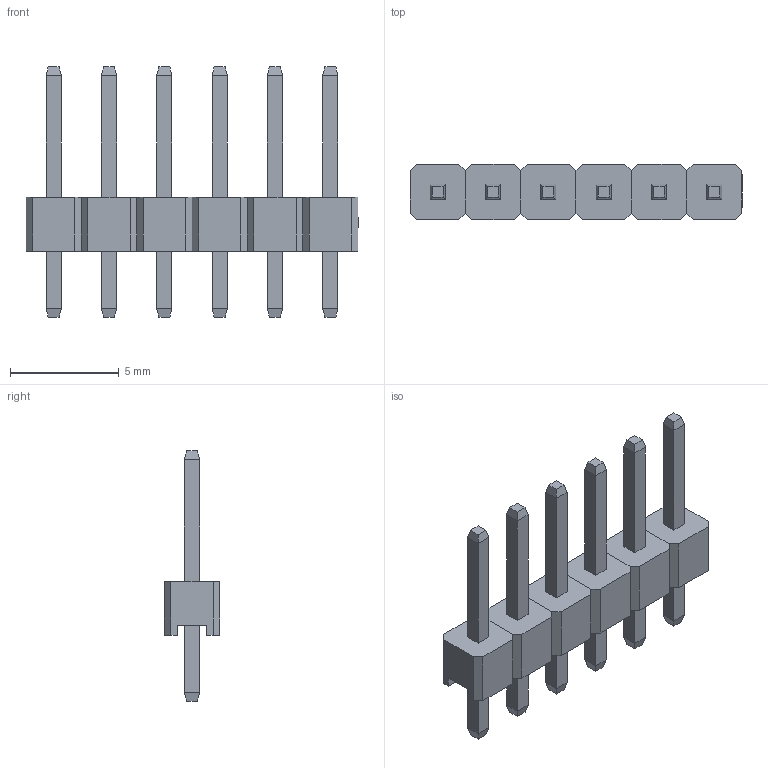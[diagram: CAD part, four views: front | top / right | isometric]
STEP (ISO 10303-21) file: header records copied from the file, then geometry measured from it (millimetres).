
FILE_DESCRIPTION(/* description */ (''),/* implementation_level */ '2;1');
FILE_NAME(/* name */ 'J15.step',/* time_stamp */ '2022-10-03T13:21:10+08:00',/* author */ (''),/* organization */ (''),/* preprocessor_version */ 'ST-DEVELOPER v19',/* originating_system */ 'Autodesk Translation Framework v11.7.0.108',/* authorisation */ '');
FILE_SCHEMA (('AUTOMOTIVE_DESIGN { 1 0 10303 214 3 1 1 }'));
Length unit declared in the file: millimetre
Products named in the file (3): J15; HDR-M-2.54_1X6; COMPOUND (5)
Assembly tree (2 placements, depth 3):
  J15
    HDR-M-2.54_1X6
      COMPOUND (5)
Bounding box: 15.24 x 2.54 x 11.5 mm (x, y, z)
Volume: 110.7 mm3; surface area: 377.3 mm2
Topology: 6 solids, 6 shells, 412 faces, 1059 edges, 690 vertices
Faces by surface type: plane 314, bspline 98
Entity records: 13295 total; most frequent: CARTESIAN_POINT 3190, ORIENTED_EDGE 2118, DIRECTION 1681, EDGE_CURVE 1059, LINE 863, VECTOR 863, VERTEX_POINT 690, EDGE_LOOP 443
